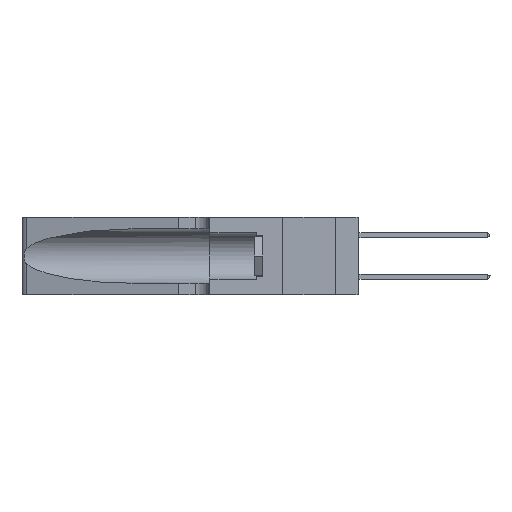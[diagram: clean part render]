
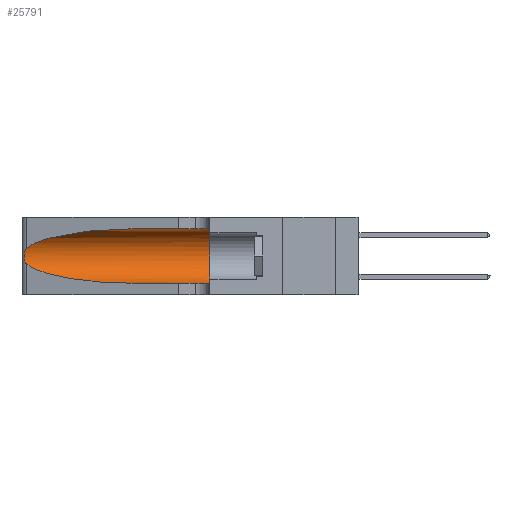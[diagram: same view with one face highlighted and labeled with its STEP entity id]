
A CAD part, left-side view. The second image highlights one B-rep face of the part: STEP entity #25791.
In plain terms, the highlighted cylindrical face has radius 3.308 mm (diameter 6.617 mm), a partial arc.
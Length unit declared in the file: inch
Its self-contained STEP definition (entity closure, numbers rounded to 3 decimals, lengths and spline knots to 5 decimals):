
#122 = CARTESIAN_POINT ( 'NONE',  ( 0.25787, 1.23484, 0.2124 ) ) ;
#458 = CARTESIAN_POINT ( 'NONE',  ( 0.25555, 1.22993, 0.14849 ) ) ;
#801 = CARTESIAN_POINT ( 'NONE',  ( 0.1305, 1.61858, 0.31525 ) ) ;
#1218 =( BOUNDED_CURVE ( )  B_SPLINE_CURVE ( 3, ( #22111, #24818, #8024, #19031 ),
 .UNSPECIFIED., .F., .F. ) 
 B_SPLINE_CURVE_WITH_KNOTS ( ( 4, 4 ),
 ( 1.5708, 2.84003 ),
 .UNSPECIFIED. ) 
 CURVE ( )  GEOMETRIC_REPRESENTATION_ITEM ( )  RATIONAL_B_SPLINE_CURVE ( ( 1., 0.87, 0.87, 1. ) ) 
 REPRESENTATION_ITEM ( '' )  );
#2633 = CARTESIAN_POINT ( 'NONE',  ( 0.1305, 0.72297, 0.31525 ) ) ;
#2839 = CARTESIAN_POINT ( 'NONE',  ( 0.25487, 1.22718, 0.14631 ) ) ;
#3019 = DIRECTION ( 'NONE',  ( 0., 1., 0. ) ) ;
#3367 = CIRCLE ( 'NONE', #35690, 0.13025 ) ;
#4590 = CARTESIAN_POINT ( 'NONE',  ( 0.1305, 0.72297, 0.05475 ) ) ;
#4660 = ORIENTED_EDGE ( 'NONE', *, *, #11253, .T. ) ;
#4883 = B_SPLINE_CURVE_WITH_KNOTS ( 'NONE', 3,
 ( #5584, #25220, #11226, #122, #7184, #26826, #27193, #25182, #30440, #11190, #24698, #31425, #458, #33917 ),
 .UNSPECIFIED., .F., .F.,
 ( 4, 2, 2, 2, 2, 2, 4 ),
 ( 0., 0.00027, 0.00053, 0.00107, 0.0016, 0.00187, 0.00214 ),
 .UNSPECIFIED. ) ;
#5584 = CARTESIAN_POINT ( 'NONE',  ( 0.25487, 1.22718, 0.22369 ) ) ;
#5752 = CARTESIAN_POINT ( 'NONE',  ( 0.1305, 1.61858, 0.185 ) ) ;
#6599 = EDGE_CURVE ( 'NONE', #14847, #35811, #7618, .T. ) ;
#6686 = ORIENTED_EDGE ( 'NONE', *, *, #9348, .T. ) ;
#7184 = CARTESIAN_POINT ( 'NONE',  ( 0.25854, 1.2359, 0.20912 ) ) ;
#7618 = LINE ( 'NONE', #11122, #11097 ) ;
#8024 = CARTESIAN_POINT ( 'NONE',  ( 0.2373, 1.15595, 0.28018 ) ) ;
#8697 = DIRECTION ( 'NONE',  ( 0., -1., 0. ) ) ;
#9348 = EDGE_CURVE ( 'NONE', #30033, #15125, #1218, .T. ) ;
#10395 = CARTESIAN_POINT ( 'NONE',  ( 0.1305, 0.35, 0.31525 ) ) ;
#11097 = VECTOR ( 'NONE', #22396, 39.37008 ) ;
#11122 = CARTESIAN_POINT ( 'NONE',  ( 0.1305, 1.61858, 0.05475 ) ) ;
#11190 = CARTESIAN_POINT ( 'NONE',  ( 0.25856, 1.23593, 0.16098 ) ) ;
#11226 = CARTESIAN_POINT ( 'NONE',  ( 0.25639, 1.23184, 0.21858 ) ) ;
#11253 = EDGE_CURVE ( 'NONE', #15125, #11646, #4883, .T. ) ;
#11646 = VERTEX_POINT ( 'NONE', #21510 ) ;
#11811 = CARTESIAN_POINT ( 'NONE',  ( 0.18966, 0.96281, 0.05475 ) ) ;
#14644 = CARTESIAN_POINT ( 'NONE',  ( 0.25487, 1.22718, 0.22369 ) ) ;
#14847 = VERTEX_POINT ( 'NONE', #4590 ) ;
#15125 = VERTEX_POINT ( 'NONE', #14644 ) ;
#16904 = ORIENTED_EDGE ( 'NONE', *, *, #6599, .T. ) ;
#17403 = EDGE_CURVE ( 'NONE', #11646, #14847, #17446, .T. ) ;
#17446 =( BOUNDED_CURVE ( )  B_SPLINE_CURVE ( 3, ( #2839, #20388, #11811, #17783 ),
 .UNSPECIFIED., .F., .F. ) 
 B_SPLINE_CURVE_WITH_KNOTS ( ( 4, 4 ),
 ( 3.44316, 4.71239 ),
 .UNSPECIFIED. ) 
 CURVE ( )  GEOMETRIC_REPRESENTATION_ITEM ( )  RATIONAL_B_SPLINE_CURVE ( ( 1., 0.87, 0.87, 1. ) ) 
 REPRESENTATION_ITEM ( '' )  );
#17783 = CARTESIAN_POINT ( 'NONE',  ( 0.1305, 0.72297, 0.05475 ) ) ;
#17969 = FACE_OUTER_BOUND ( 'NONE', #30584, .T. ) ;
#18006 = DIRECTION ( 'NONE',  ( 0., -1., 0. ) ) ;
#18414 = VERTEX_POINT ( 'NONE', #10395 ) ;
#19031 = CARTESIAN_POINT ( 'NONE',  ( 0.25487, 1.22718, 0.22369 ) ) ;
#19113 = VECTOR ( 'NONE', #18006, 39.37008 ) ;
#19708 = DIRECTION ( 'NONE',  ( 0., 0., -1. ) ) ;
#20388 = CARTESIAN_POINT ( 'NONE',  ( 0.2373, 1.15595, 0.08982 ) ) ;
#20961 = ORIENTED_EDGE ( 'NONE', *, *, #33209, .F. ) ;
#21510 = CARTESIAN_POINT ( 'NONE',  ( 0.25487, 1.22718, 0.14631 ) ) ;
#22111 = CARTESIAN_POINT ( 'NONE',  ( 0.1305, 0.72297, 0.31525 ) ) ;
#22396 = DIRECTION ( 'NONE',  ( 0., -1., 0. ) ) ;
#24698 = CARTESIAN_POINT ( 'NONE',  ( 0.25789, 1.23486, 0.15765 ) ) ;
#24818 = CARTESIAN_POINT ( 'NONE',  ( 0.18966, 0.96281, 0.31525 ) ) ;
#25182 = CARTESIAN_POINT ( 'NONE',  ( 0.26075, 1.23896, 0.178 ) ) ;
#25220 = CARTESIAN_POINT ( 'NONE',  ( 0.25555, 1.22994, 0.2215 ) ) ;
#25400 = CARTESIAN_POINT ( 'NONE',  ( 0.1305, 0.35, 0.185 ) ) ;
#25526 = DIRECTION ( 'NONE',  ( 0., 0., 1. ) ) ;
#25791 = ADVANCED_FACE ( 'NONE', ( #17969 ), #28627, .F. ) ;
#26136 = CARTESIAN_POINT ( 'NONE',  ( 0.1305, 0.35, 0.05475 ) ) ;
#26734 = ORIENTED_EDGE ( 'NONE', *, *, #32802, .F. ) ;
#26826 = CARTESIAN_POINT ( 'NONE',  ( 0.26018, 1.23835, 0.19895 ) ) ;
#27193 = CARTESIAN_POINT ( 'NONE',  ( 0.26075, 1.23896, 0.19203 ) ) ;
#28627 = CYLINDRICAL_SURFACE ( 'NONE', #32040, 0.13025 ) ;
#30033 = VERTEX_POINT ( 'NONE', #2633 ) ;
#30440 = CARTESIAN_POINT ( 'NONE',  ( 0.26017, 1.23833, 0.17102 ) ) ;
#30584 = EDGE_LOOP ( 'NONE', ( #6686, #4660, #34945, #16904, #20961, #26734 ) ) ;
#31425 = CARTESIAN_POINT ( 'NONE',  ( 0.25639, 1.23186, 0.15144 ) ) ;
#32040 = AXIS2_PLACEMENT_3D ( 'NONE', #5752, #8697, #19708 ) ;
#32802 = EDGE_CURVE ( 'NONE', #30033, #18414, #35099, .T. ) ;
#33209 = EDGE_CURVE ( 'NONE', #18414, #35811, #3367, .T. ) ;
#33917 = CARTESIAN_POINT ( 'NONE',  ( 0.25487, 1.22718, 0.14631 ) ) ;
#34945 = ORIENTED_EDGE ( 'NONE', *, *, #17403, .T. ) ;
#35099 = LINE ( 'NONE', #801, #19113 ) ;
#35690 = AXIS2_PLACEMENT_3D ( 'NONE', #25400, #3019, #25526 ) ;
#35811 = VERTEX_POINT ( 'NONE', #26136 ) ;
